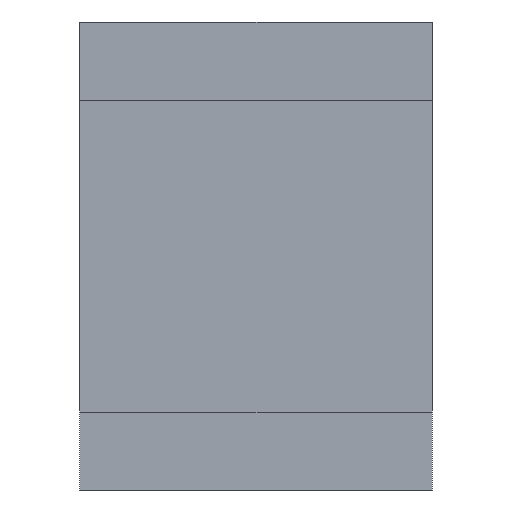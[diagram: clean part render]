
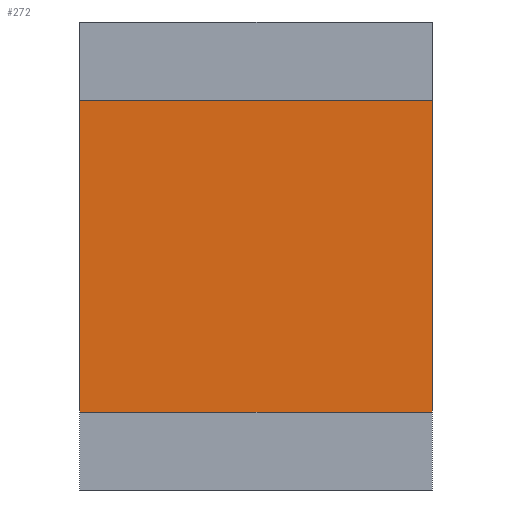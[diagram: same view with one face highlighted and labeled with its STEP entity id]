
A CAD part, left-side view. The second image highlights one B-rep face of the part: STEP entity #272.
In plain terms, the highlighted planar face has unit normal (-1, 0, 0).
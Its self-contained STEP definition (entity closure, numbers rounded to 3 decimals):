
#1 = VERTEX_POINT ( 'NONE', #44 ) ;
#15 = LINE ( 'NONE', #821, #276 ) ;
#32 = CARTESIAN_POINT ( 'NONE',  ( 6., 22.583, 25. ) ) ;
#44 = CARTESIAN_POINT ( 'NONE',  ( 6., 0., 5. ) ) ;
#56 = AXIS2_PLACEMENT_3D ( 'NONE', #583, #802, #133 ) ;
#66 = CARTESIAN_POINT ( 'NONE',  ( 6., 22.583, 25. ) ) ;
#124 = CARTESIAN_POINT ( 'NONE',  ( 6., 0., 5. ) ) ;
#132 = DIRECTION ( 'NONE',  ( 0., 1., 0. ) ) ;
#133 = DIRECTION ( 'NONE',  ( 0., 0., 1. ) ) ;
#140 = DIRECTION ( 'NONE',  ( 0., -1., 0. ) ) ;
#217 = VECTOR ( 'NONE', #287, 1000. ) ;
#245 = EDGE_CURVE ( 'NONE', #1, #592, #943, .T. ) ;
#249 = ORIENTED_EDGE ( 'NONE', *, *, #381, .T. ) ;
#272 = ADVANCED_FACE ( 'NONE', ( #277 ), #946, .T. ) ;
#276 = VECTOR ( 'NONE', #140, 1000. ) ;
#277 = FACE_OUTER_BOUND ( 'NONE', #893, .T. ) ;
#287 = DIRECTION ( 'NONE',  ( 0., 0., 1. ) ) ;
#349 = VECTOR ( 'NONE', #132, 1000. ) ;
#381 = EDGE_CURVE ( 'NONE', #442, #1, #15, .T. ) ;
#410 = LINE ( 'NONE', #66, #349 ) ;
#442 = VERTEX_POINT ( 'NONE', #811 ) ;
#462 = ORIENTED_EDGE ( 'NONE', *, *, #245, .T. ) ;
#541 = EDGE_CURVE ( 'NONE', #592, #937, #410, .T. ) ;
#545 = CARTESIAN_POINT ( 'NONE',  ( 6., 22.583, 5. ) ) ;
#583 = CARTESIAN_POINT ( 'NONE',  ( 6., 0., 0. ) ) ;
#592 = VERTEX_POINT ( 'NONE', #729 ) ;
#594 = ORIENTED_EDGE ( 'NONE', *, *, #541, .T. ) ;
#610 = VECTOR ( 'NONE', #774, 1000. ) ;
#729 = CARTESIAN_POINT ( 'NONE',  ( 6., 0., 25. ) ) ;
#737 = ORIENTED_EDGE ( 'NONE', *, *, #953, .T. ) ;
#774 = DIRECTION ( 'NONE',  ( 0., 0., -1. ) ) ;
#802 = DIRECTION ( 'NONE',  ( -1., 0., 0. ) ) ;
#807 = LINE ( 'NONE', #545, #610 ) ;
#811 = CARTESIAN_POINT ( 'NONE',  ( 6., 22.583, 5. ) ) ;
#821 = CARTESIAN_POINT ( 'NONE',  ( 6., 22.583, 5. ) ) ;
#893 = EDGE_LOOP ( 'NONE', ( #249, #462, #594, #737 ) ) ;
#937 = VERTEX_POINT ( 'NONE', #32 ) ;
#943 = LINE ( 'NONE', #124, #217 ) ;
#946 = PLANE ( 'NONE',  #56 ) ;
#953 = EDGE_CURVE ( 'NONE', #937, #442, #807, .T. ) ;
